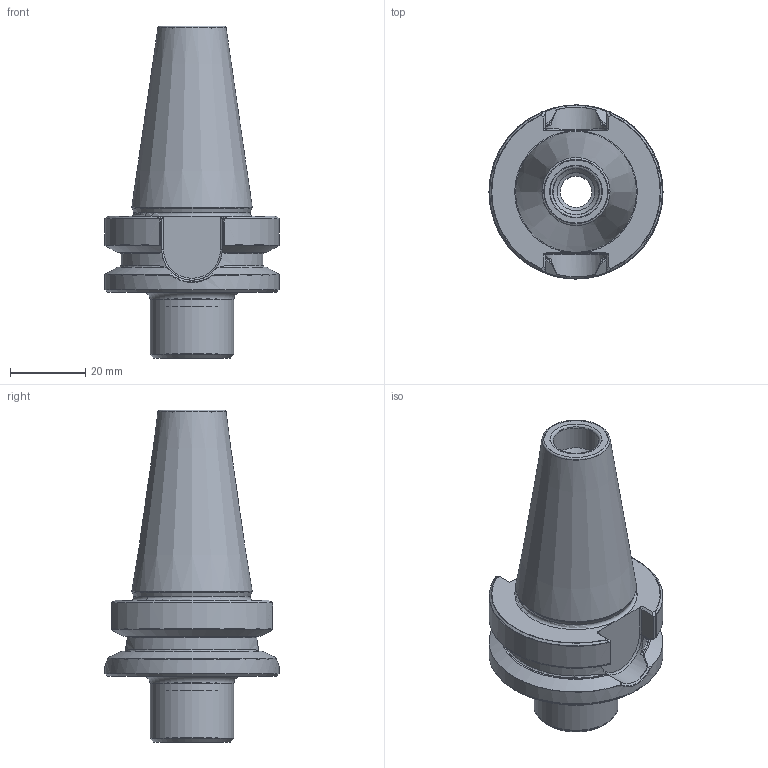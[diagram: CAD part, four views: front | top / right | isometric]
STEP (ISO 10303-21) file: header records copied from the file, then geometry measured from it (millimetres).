
FILE_DESCRIPTION(/* description */ (''),/* implementation_level */ '2;1');
FILE_NAME(/* name */ '213011610.stp',/* time_stamp */ '2021-01-08T12:37:07',/* author */ ('LRA'),/* organization */ ('REGO-FIX'),/* preprocessor_version */ ' Unknown',/* originating_system */ 'SIEMENS PLM Software Solid Edge ST10',/* authorization */ 'Unknown');
FILE_SCHEMA (('AUTOMOTIVE_DESIGN { 1 0 10303 214 2 1 1}'));
Length unit declared in the file: millimetre
Products named in the file (1): NOCUT
Bounding box: 46.3 x 46.3 x 88.3 mm (x, y, z)
Volume: 104705.3 mm3; surface area: 27946.1 mm2
Topology: 2 solids, 2 shells, 167 faces, 443 edges, 282 vertices
Faces by surface type: plane 62, cylinder 43, cone 28, torus 22, bspline 12
Full cylindrical faces by diameter (mm): 8.376 x2, 10.106 x4, 10.5 x2, 12.2 x1, 12.7 x1, 22 x2, 22.3 x1, 46 x1, 46.3 x1
Entity records: 6375 total; most frequent: CARTESIAN_POINT 1449, ORIENTED_EDGE 778, DIRECTION 720, EDGE_CURVE 389, AXIS2_PLACEMENT_3D 304, VERTEX_POINT 269, EDGE_LOOP 214, FACE_BOUND 214
